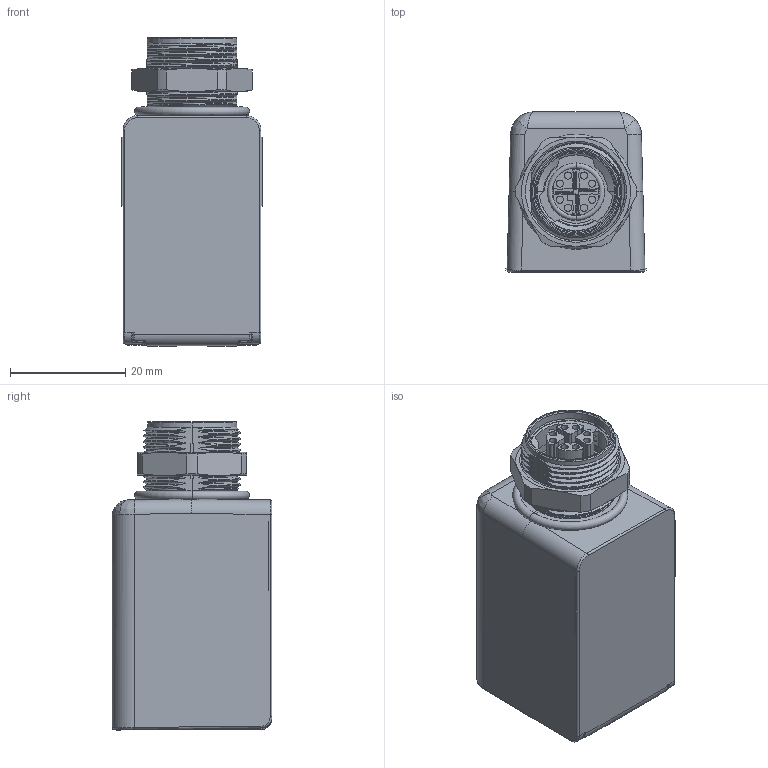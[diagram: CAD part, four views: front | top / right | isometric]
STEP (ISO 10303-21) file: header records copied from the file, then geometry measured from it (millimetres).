
FILE_DESCRIPTION (( 'STEP AP214' ), '1' );
FILE_NAME ('Customer-BB3647A1705.STEP', '2021-11-29T13:35:35', ( '' ), ( '' ), 'SwSTEP 2.0', 'SolidWorks 2018', '' );
FILE_SCHEMA (( 'AUTOMOTIVE_DESIGN' ));
Length unit declared in the file: millimetre
Products named in the file (1): Customer-BB3647A1705
Bounding box: 24.38 x 27.8 x 53.69 mm (x, y, z)
Surface area: 8805.3 mm2 (no closed solid volume)
Topology: 0 solids, 1 shells, 871 faces, 2416 edges, 1527 vertices
Faces by surface type: plane 382, cylinder 249, bspline 191, cone 23, torus 15, sphere 11
Entity records: 90893 total; most frequent: CARTESIAN_POINT 68958, ORIENTED_EDGE 4789, DIRECTION 3360, EDGE_CURVE 2402, VERTEX_POINT 1524, VECTOR 1252, LINE 1252, AXIS2_PLACEMENT_3D 1054
